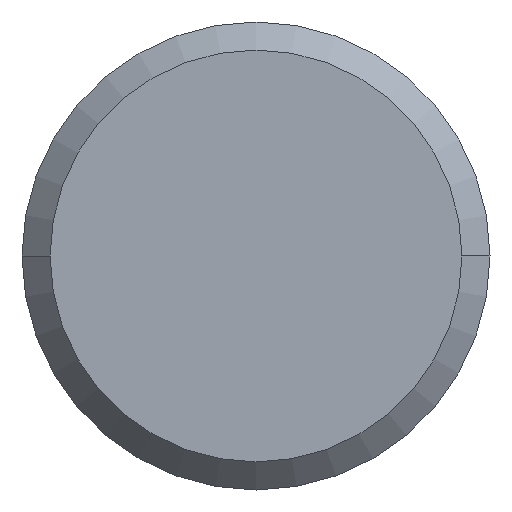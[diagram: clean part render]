
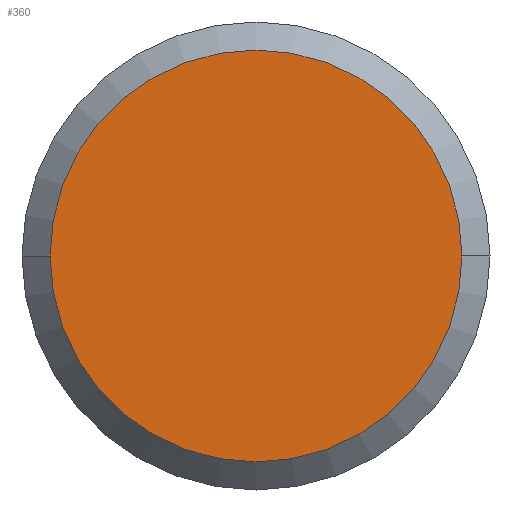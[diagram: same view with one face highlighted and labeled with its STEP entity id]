
A CAD part, left-side view. The second image highlights one B-rep face of the part: STEP entity #360.
In plain terms, the highlighted planar face has unit normal (-1, 0, 0).
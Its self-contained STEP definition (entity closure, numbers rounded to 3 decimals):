
#6 = DIRECTION ( 'NONE',  ( -1., 0., 0. ) ) ;
#31 = VERTEX_POINT ( 'NONE', #209 ) ;
#47 = EDGE_LOOP ( 'NONE', ( #280, #346 ) ) ;
#48 = AXIS2_PLACEMENT_3D ( 'NONE', #57, #113, #415 ) ;
#51 = CIRCLE ( 'NONE', #240, 5.588 ) ;
#57 = CARTESIAN_POINT ( 'NONE',  ( 0., 0., 0. ) ) ;
#96 = PLANE ( 'NONE',  #120 ) ;
#98 = CARTESIAN_POINT ( 'NONE',  ( 0., 0., 0. ) ) ;
#102 = EDGE_CURVE ( 'NONE', #31, #111, #245, .T. ) ;
#111 = VERTEX_POINT ( 'NONE', #282 ) ;
#113 = DIRECTION ( 'NONE',  ( 1., 0., 0. ) ) ;
#120 = AXIS2_PLACEMENT_3D ( 'NONE', #98, #6, #263 ) ;
#123 = DIRECTION ( 'NONE',  ( 0., 1., 0. ) ) ;
#152 = DIRECTION ( 'NONE',  ( 1., 0., 0. ) ) ;
#166 = EDGE_CURVE ( 'NONE', #111, #31, #51, .T. ) ;
#209 = CARTESIAN_POINT ( 'NONE',  ( 0., 5.588, 0. ) ) ;
#240 = AXIS2_PLACEMENT_3D ( 'NONE', #318, #152, #123 ) ;
#245 = CIRCLE ( 'NONE', #48, 5.588 ) ;
#263 = DIRECTION ( 'NONE',  ( 0., -1., 0. ) ) ;
#280 = ORIENTED_EDGE ( 'NONE', *, *, #102, .F. ) ;
#282 = CARTESIAN_POINT ( 'NONE',  ( 0., -5.588, 0. ) ) ;
#318 = CARTESIAN_POINT ( 'NONE',  ( 0., 0., 0. ) ) ;
#346 = ORIENTED_EDGE ( 'NONE', *, *, #166, .F. ) ;
#360 = ADVANCED_FACE ( 'NONE', ( #413 ), #96, .T. ) ;
#413 = FACE_OUTER_BOUND ( 'NONE', #47, .T. ) ;
#415 = DIRECTION ( 'NONE',  ( 0., 1., 0. ) ) ;
